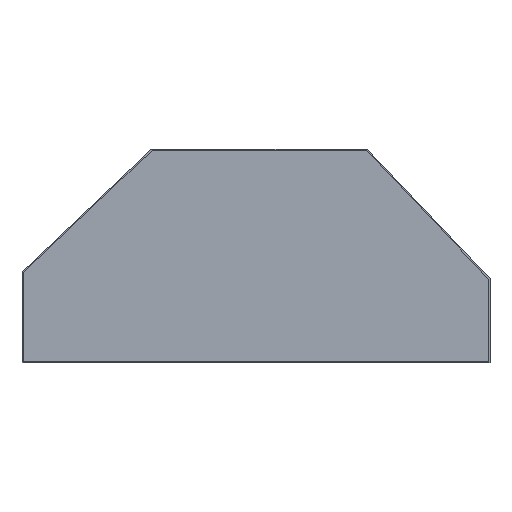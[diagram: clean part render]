
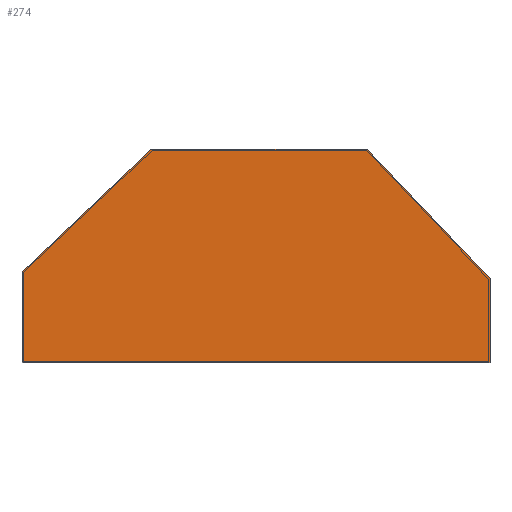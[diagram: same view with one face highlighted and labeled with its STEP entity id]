
A CAD part, top view. The second image highlights one B-rep face of the part: STEP entity #274.
In plain terms, the highlighted free-form (B-spline) face has degree [1, 1] with [2, 2] control points.
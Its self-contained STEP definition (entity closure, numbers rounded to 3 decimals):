
#79 = VERTEX_POINT('',#80);
#80 = CARTESIAN_POINT('',(690.87,0.,
    3445.973));
#85 = EDGE_CURVE('',#86,#79,#88,.T.);
#86 = VERTEX_POINT('',#87);
#87 = CARTESIAN_POINT('',(-1721.311,0.,
    3445.973));
#88 = B_SPLINE_CURVE_WITH_KNOTS('',1,(#89,#90),.UNSPECIFIED.,.F.,.F.,(2,
    2),(0.,1750.),.PIECEWISE_BEZIER_KNOTS.);
#89 = CARTESIAN_POINT('',(-1721.311,0.,
    3445.973));
#90 = CARTESIAN_POINT('',(690.87,0.,
    3445.973));
#143 = VERTEX_POINT('',#144);
#144 = CARTESIAN_POINT('',(690.87,428.514,
    3445.973));
#149 = EDGE_CURVE('',#79,#143,#150,.T.);
#150 = B_SPLINE_CURVE_WITH_KNOTS('',1,(#151,#152),.UNSPECIFIED.,.F.,.F.,
  (2,2),(0.,310.88),.PIECEWISE_BEZIER_KNOTS.);
#151 = CARTESIAN_POINT('',(690.87,0.,
    3445.973));
#152 = CARTESIAN_POINT('',(690.87,428.514,
    3445.973));
#171 = VERTEX_POINT('',#172);
#172 = CARTESIAN_POINT('',(58.357,1096.605,
    3445.973));
#177 = EDGE_CURVE('',#143,#171,#178,.T.);
#178 = B_SPLINE_CURVE_WITH_KNOTS('',1,(#179,#180),.UNSPECIFIED.,.F.,.F.,
  (2,2),(0.,667.453),.PIECEWISE_BEZIER_KNOTS.);
#179 = CARTESIAN_POINT('',(690.87,428.514,
    3445.973));
#180 = CARTESIAN_POINT('',(58.357,1096.605,
    3445.973));
#210 = VERTEX_POINT('',#211);
#211 = CARTESIAN_POINT('',(-1053.219,1096.605,
    3445.973));
#216 = EDGE_CURVE('',#171,#210,#217,.T.);
#217 = B_SPLINE_CURVE_WITH_KNOTS('',1,(#218,#219),.UNSPECIFIED.,.F.,.F.,
  (2,2),(0.,806.431),.PIECEWISE_BEZIER_KNOTS.);
#218 = CARTESIAN_POINT('',(58.357,1096.605,
    3445.973));
#219 = CARTESIAN_POINT('',(-1053.219,1096.605,
    3445.973));
#238 = VERTEX_POINT('',#239);
#239 = CARTESIAN_POINT('',(-1721.311,464.092,
    3445.973));
#244 = EDGE_CURVE('',#210,#238,#245,.T.);
#245 = B_SPLINE_CURVE_WITH_KNOTS('',1,(#246,#247),.UNSPECIFIED.,.F.,.F.,
  (2,2),(0.,667.453),.PIECEWISE_BEZIER_KNOTS.);
#246 = CARTESIAN_POINT('',(-1053.219,1096.605,
    3445.973));
#247 = CARTESIAN_POINT('',(-1721.311,464.092,
    3445.973));
#264 = EDGE_CURVE('',#238,#86,#265,.T.);
#265 = B_SPLINE_CURVE_WITH_KNOTS('',1,(#266,#267),.UNSPECIFIED.,.F.,.F.,
  (2,2),(0.,336.692),.PIECEWISE_BEZIER_KNOTS.);
#266 = CARTESIAN_POINT('',(-1721.311,464.092,
    3445.973));
#267 = CARTESIAN_POINT('',(-1721.311,0.,3445.973));
#274 = ADVANCED_FACE('',(#275),#283,.T.);
#275 = FACE_BOUND('',#276,.T.);
#276 = EDGE_LOOP('',(#277,#278,#279,#280,#281,#282));
#277 = ORIENTED_EDGE('',*,*,#85,.T.);
#278 = ORIENTED_EDGE('',*,*,#149,.T.);
#279 = ORIENTED_EDGE('',*,*,#177,.T.);
#280 = ORIENTED_EDGE('',*,*,#216,.T.);
#281 = ORIENTED_EDGE('',*,*,#244,.T.);
#282 = ORIENTED_EDGE('',*,*,#264,.T.);
#283 = B_SPLINE_SURFACE_WITH_KNOTS('',1,1,(
    (#284,#285)
    ,(#286,#287
    )),.UNSPECIFIED.,.F.,.F.,.F.,(2,2),(2,2),(-1248.784,
    501.216),(0.,795.57),.PIECEWISE_BEZIER_KNOTS.);
#284 = CARTESIAN_POINT('',(-1721.311,0.,3445.973));
#285 = CARTESIAN_POINT('',(-1721.311,1096.605,
    3445.973));
#286 = CARTESIAN_POINT('',(690.87,0.,3445.973));
#287 = CARTESIAN_POINT('',(690.87,1096.605,
    3445.973));
